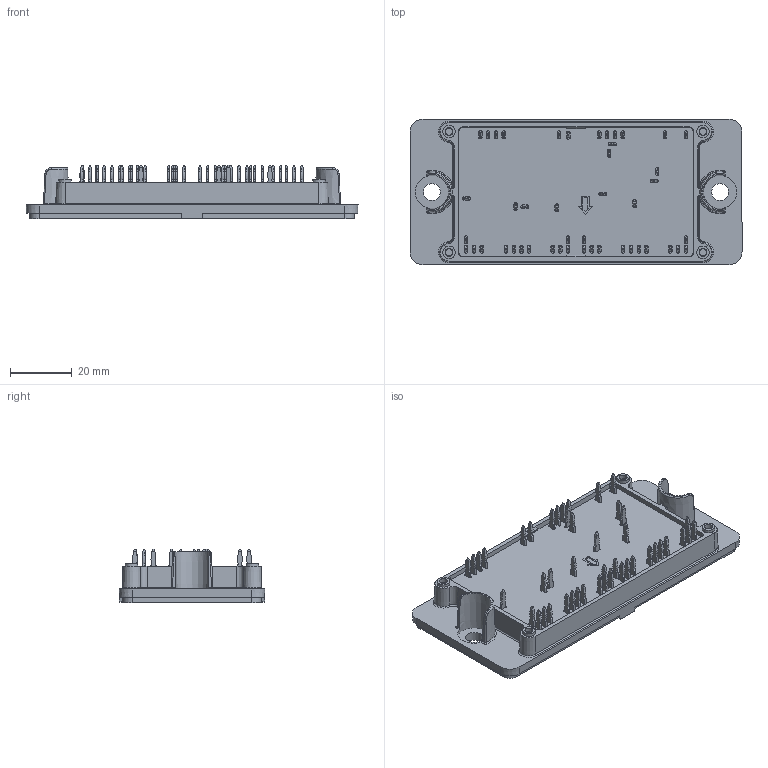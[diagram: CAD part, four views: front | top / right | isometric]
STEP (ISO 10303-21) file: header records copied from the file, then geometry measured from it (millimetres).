
FILE_DESCRIPTION(/* description */ ('Unknown'),/* implementation_level */ '2;1');
FILE_NAME(/* name */ 'Flow2-4T13Y-LG00(460)-01-OL',/* time_stamp */ '2018-01-22T17:20:39+01:00',/* author */ ('Unknown'),/* organization */ ('Unknown'),/* preprocessor_version */ 'ST-DEVELOPER v16.7',/* originating_system */ 'DEX',/* authorisation */ $);
FILE_SCHEMA (('AUTOMOTIVE_DESIGN {1 0 10303 214 3 1 1}'));
Length unit declared in the file: millimetre
Products named in the file (7): Flow2-4T13Y-LG00-01-OL_simplified; pressfit_pinout_simplified_13; dcb_Y; Baseplate_flat; P-P401_simplified; Flow2-4T13-PB-F; Flow2-4TY-LG00-01-L_preliminary
Assembly tree (51 placements, depth 3):
  Flow2-4T13Y-LG00-01-OL_simplified
    pressfit_pinout_simplified_13
      dcb_Y
      Baseplate_flat
      P-P401_simplified  x46
    Flow2-4T13-PB-F
    Flow2-4TY-LG00-01-L_preliminary
Bounding box: 107.2 x 47 x 17.38 mm (x, y, z)
Volume: 28644 mm3; surface area: 36695.9 mm2
Topology: 51 solids, 97 shells, 2603 faces, 6880 edges, 4508 vertices
Faces by surface type: plane 1725, cylinder 554, cone 246, bspline 62, torus 16
Full cylindrical faces by diameter (mm): 0.5 x46, 2.25 x4, 2.55 x4, 2.95 x2, 3 x4, 5.5 x2
Entity records: 56636 total; most frequent: CARTESIAN_POINT 16394, ORIENTED_EDGE 8174, DIRECTION 7677, EDGE_CURVE 4087, AXIS2_PLACEMENT_3D 2829, VERTEX_POINT 2696, LINE 2019, VECTOR 2019
